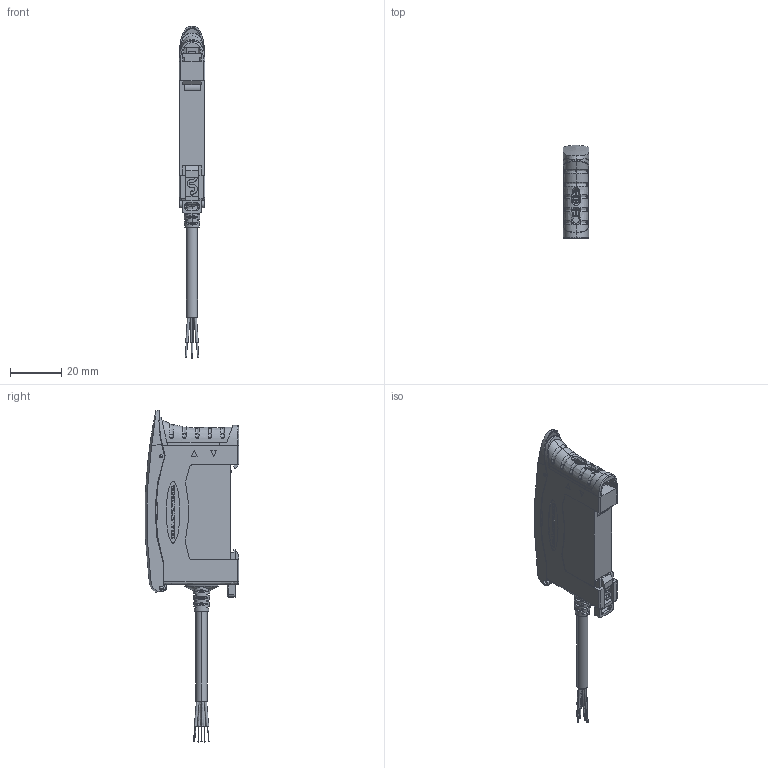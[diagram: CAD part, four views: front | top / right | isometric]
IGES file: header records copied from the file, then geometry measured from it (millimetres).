
Start section:  PTC IGES file: 156684.igs
Global section: file name: 156684.igs; native system: Pro/ENGINEER by Parametric Technology Corporation; preprocessor: 2009141; author: banengservice; organization: Unknown; date: 20110209.095256; units: inch
Bounding box: 10.1 x 36.42 x 129.64 mm (x, y, z)
Volume: 8502.3 mm3; surface area: 15479.3 mm2
Topology: 1 solids, 1 shells, 1593 faces, 4410 edges, 2851 vertices
Faces by surface type: bspline 852, extrusion 384, revolution 357
